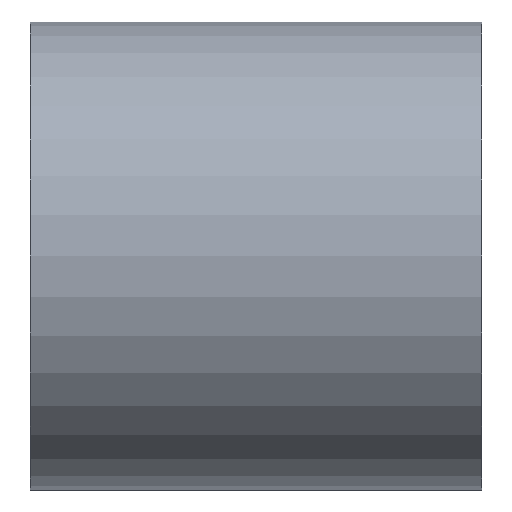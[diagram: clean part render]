
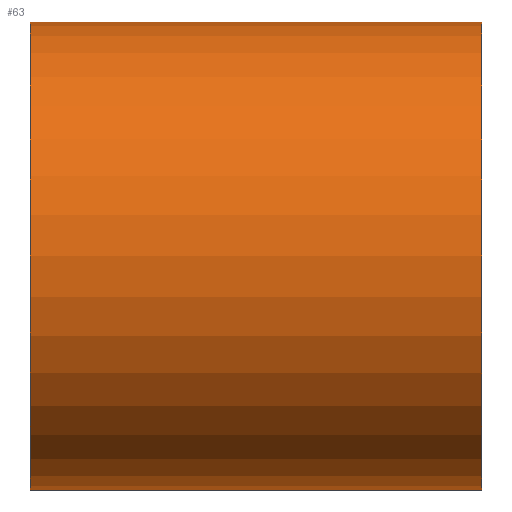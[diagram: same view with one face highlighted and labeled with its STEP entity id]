
A CAD part, front view. The second image highlights one B-rep face of the part: STEP entity #63.
In plain terms, the highlighted cylindrical face has radius 5.25 mm (diameter 10.5 mm), a full revolution.
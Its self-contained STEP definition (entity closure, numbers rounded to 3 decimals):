
#21=CYLINDRICAL_SURFACE('',#76,5.25);
#28=ORIENTED_EDGE('',*,*,#33,.T.);
#29=ORIENTED_EDGE('',*,*,#30,.T.);
#30=EDGE_CURVE('',#34,#34,#38,.T.);
#33=EDGE_CURVE('',#37,#37,#41,.T.);
#34=VERTEX_POINT('',#98);
#37=VERTEX_POINT('',#106);
#38=CIRCLE('',#70,5.25);
#41=CIRCLE('',#75,5.25);
#48=EDGE_LOOP('',(#28));
#49=EDGE_LOOP('',(#29));
#56=FACE_BOUND('',#48,.T.);
#57=FACE_BOUND('',#49,.T.);
#63=ADVANCED_FACE('',(#56,#57),#21,.F.);
#70=AXIS2_PLACEMENT_3D('',#97,#81,#82);
#75=AXIS2_PLACEMENT_3D('',#105,#91,#92);
#76=AXIS2_PLACEMENT_3D('',#107,#93,#94);
#81=DIRECTION('',(1.,0.,0.));
#82=DIRECTION('',(0.,-1.,0.));
#91=DIRECTION('',(-1.,0.,0.));
#92=DIRECTION('',(0.,-1.,0.));
#93=DIRECTION('',(-1.,0.,0.));
#94=DIRECTION('',(0.,1.,0.));
#97=CARTESIAN_POINT('',(137.14,177.8,83.));
#98=CARTESIAN_POINT('',(137.14,172.55,83.));
#105=CARTESIAN_POINT('',(127.,177.8,83.));
#106=CARTESIAN_POINT('',(127.,172.55,83.));
#107=CARTESIAN_POINT('',(327.686,177.8,83.));
